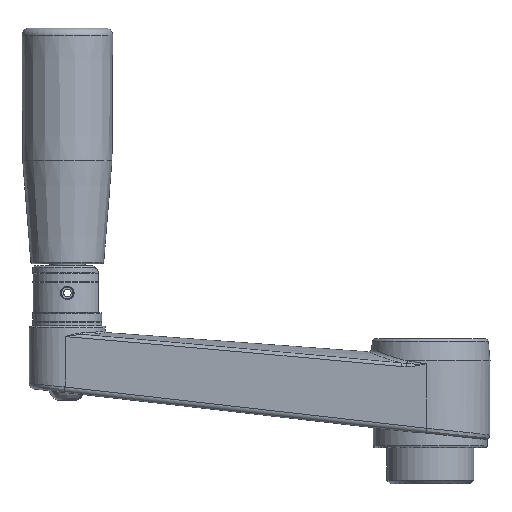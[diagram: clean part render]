
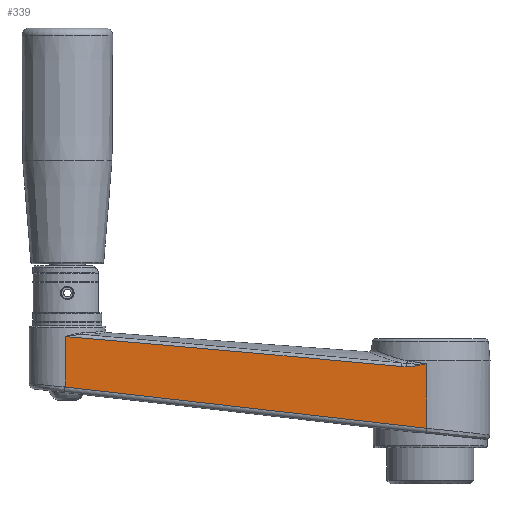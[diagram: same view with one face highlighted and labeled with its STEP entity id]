
A CAD part, left-side view. The second image highlights one B-rep face of the part: STEP entity #339.
In plain terms, the highlighted planar face has unit normal (-0.998, 0.06, 0).
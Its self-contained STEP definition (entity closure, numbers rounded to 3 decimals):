
#339 = ADVANCED_FACE( '', ( #842 ), #843, .T. );
#842 = FACE_OUTER_BOUND( '', #1607, .T. );
#843 = PLANE( '', #1608 );
#1607 = EDGE_LOOP( '', ( #4732, #4733, #4734, #4735, #4736, #4737 ) );
#1608 = AXIS2_PLACEMENT_3D( '', #4738, #4739, #4740 );
#4732 = ORIENTED_EDGE( '', *, *, #6287, .F. );
#4733 = ORIENTED_EDGE( '', *, *, #6288, .T. );
#4734 = ORIENTED_EDGE( '', *, *, #6289, .T. );
#4735 = ORIENTED_EDGE( '', *, *, #6175, .T. );
#4736 = ORIENTED_EDGE( '', *, *, #6290, .T. );
#4737 = ORIENTED_EDGE( '', *, *, #6291, .T. );
#4738 = CARTESIAN_POINT( '', ( -16.47, 0.99, 34. ) );
#4739 = DIRECTION( '', ( -0.998, 0.06, 0. ) );
#4740 = DIRECTION( '', ( -0.06, -0.998, 0. ) );
#6175 = EDGE_CURVE( '', #6900, #6898, #6901, .T. );
#6287 = EDGE_CURVE( '', #7088, #7089, #7090, .T. );
#6288 = EDGE_CURVE( '', #7088, #7091, #7092, .F. );
#6289 = EDGE_CURVE( '', #7091, #6900, #7093, .T. );
#6290 = EDGE_CURVE( '', #6898, #7094, #7095, .T. );
#6291 = EDGE_CURVE( '', #7094, #7089, #7096, .F. );
#6898 = VERTEX_POINT( '', #8060 );
#6900 = VERTEX_POINT( '', #8092 );
#6901 = ELLIPSE( '', #8093, 818.866, 49. );
#7088 = VERTEX_POINT( '', #8435 );
#7089 = VERTEX_POINT( '', #8436 );
#7090 = LINE( '', #8437, #8438 );
#7091 = VERTEX_POINT( '', #8439 );
#7092 = B_SPLINE_CURVE_WITH_KNOTS( '', 3, ( #8440, #8441, #8442, #8443, #8444, #8445, #8446, #8447, #8448, #8449, #8450, #8451, #8452, #8453, #8454, #8455, #8456, #8457, #8458, #8459, #8460, #8461, #8462, #8463, #8464, #8465 ), .UNSPECIFIED., .F., .F., ( 4, 2, 2, 2, 2, 1, 2, 2, 1, 1, 1, 1, 1, 2, 2, 4 ), ( 0., 0.001, 0.001, 0.002, 0.003, 0.004, 0.004, 0.004, 0.004, 0.005, 0.005, 0.005, 0.006, 0.006, 0.006, 0.006 ), .UNSPECIFIED. );
#7093 = B_SPLINE_CURVE_WITH_KNOTS( '', 3, ( #8466, #8467, #8468, #8469, #8470, #8471 ), .UNSPECIFIED., .F., .F., ( 4, 2, 4 ), ( 0., 0.001, 0.001 ), .UNSPECIFIED. );
#7094 = VERTEX_POINT( '', #8472 );
#7095 = LINE( '', #8473, #8474 );
#7096 = LINE( '', #8475, #8476 );
#8060 = CARTESIAN_POINT( '', ( -10.481, 100.63, 30.595 ) );
#8092 = CARTESIAN_POINT( '', ( -16.053, 7.935, 22.34 ) );
#8093 = AXIS2_PLACEMENT_3D( '', #10643, #10644, #10645 );
#8435 = CARTESIAN_POINT( '', ( -16.47, 0.99, 23.128 ) );
#8436 = CARTESIAN_POINT( '', ( -16.47, 0.99, 5.333 ) );
#8437 = CARTESIAN_POINT( '', ( -16.47, 0.99, 34. ) );
#8438 = VECTOR( '', #10796, 1000. );
#8439 = CARTESIAN_POINT( '', ( -16.134, 6.578, 22.291 ) );
#8440 = CARTESIAN_POINT( '', ( -16.134, 6.578, 22.291 ) );
#8441 = CARTESIAN_POINT( '', ( -16.149, 6.341, 22.293 ) );
#8442 = CARTESIAN_POINT( '', ( -16.163, 6.105, 22.301 ) );
#8443 = CARTESIAN_POINT( '', ( -16.191, 5.634, 22.326 ) );
#8444 = CARTESIAN_POINT( '', ( -16.205, 5.399, 22.343 ) );
#8445 = CARTESIAN_POINT( '', ( -16.233, 4.93, 22.387 ) );
#8446 = CARTESIAN_POINT( '', ( -16.248, 4.695, 22.413 ) );
#8447 = CARTESIAN_POINT( '', ( -16.276, 4.228, 22.472 ) );
#8448 = CARTESIAN_POINT( '', ( -16.29, 3.995, 22.506 ) );
#8449 = CARTESIAN_POINT( '', ( -16.318, 3.53, 22.58 ) );
#8450 = CARTESIAN_POINT( '', ( -16.339, 3.181, 22.641 ) );
#8451 = CARTESIAN_POINT( '', ( -16.359, 2.833, 22.708 ) );
#8452 = CARTESIAN_POINT( '', ( -16.37, 2.66, 22.743 ) );
#8453 = CARTESIAN_POINT( '', ( -16.373, 2.602, 22.755 ) );
#8454 = CARTESIAN_POINT( '', ( -16.38, 2.486, 22.779 ) );
#8455 = CARTESIAN_POINT( '', ( -16.398, 2.197, 22.84 ) );
#8456 = CARTESIAN_POINT( '', ( -16.422, 1.793, 22.931 ) );
#8457 = CARTESIAN_POINT( '', ( -16.446, 1.391, 23.027 ) );
#8458 = CARTESIAN_POINT( '', ( -16.458, 1.19, 23.077 ) );
#8459 = CARTESIAN_POINT( '', ( -16.464, 1.09, 23.102 ) );
#8460 = CARTESIAN_POINT( '', ( -16.467, 1.047, 23.113 ) );
#8461 = CARTESIAN_POINT( '', ( -16.468, 1.026, 23.118 ) );
#8462 = CARTESIAN_POINT( '', ( -16.469, 1.019, 23.12 ) );
#8463 = CARTESIAN_POINT( '', ( -16.469, 1.004, 23.124 ) );
#8464 = CARTESIAN_POINT( '', ( -16.47, 0.997, 23.126 ) );
#8465 = CARTESIAN_POINT( '', ( -16.47, 0.99, 23.128 ) );
#8466 = CARTESIAN_POINT( '', ( -16.134, 6.578, 22.291 ) );
#8467 = CARTESIAN_POINT( '', ( -16.121, 6.804, 22.287 ) );
#8468 = CARTESIAN_POINT( '', ( -16.107, 7.031, 22.289 ) );
#8469 = CARTESIAN_POINT( '', ( -16.08, 7.483, 22.305 ) );
#8470 = CARTESIAN_POINT( '', ( -16.066, 7.709, 22.319 ) );
#8471 = CARTESIAN_POINT( '', ( -16.053, 7.935, 22.34 ) );
#8472 = CARTESIAN_POINT( '', ( -10.481, 100.63, 16.686 ) );
#8473 = CARTESIAN_POINT( '', ( -10.481, 100.63, 34. ) );
#8474 = VECTOR( '', #10797, 1000. );
#8475 = CARTESIAN_POINT( '', ( -16.48, 0.822, 5.314 ) );
#8476 = VECTOR( '', #10798, 1000. );
#10643 = CARTESIAN_POINT( '', ( -0.998, 258.393, -6.023 ) );
#10644 = DIRECTION( '', ( -0.998, 0.06, 0. ) );
#10645 = DIRECTION( '', ( 0.06, 0.996, 0.073 ) );
#10796 = DIRECTION( '', ( 0., 0., -1. ) );
#10797 = DIRECTION( '', ( 0., 0., -1. ) );
#10798 = DIRECTION( '', ( 0.06, 0.992, 0.113 ) );
